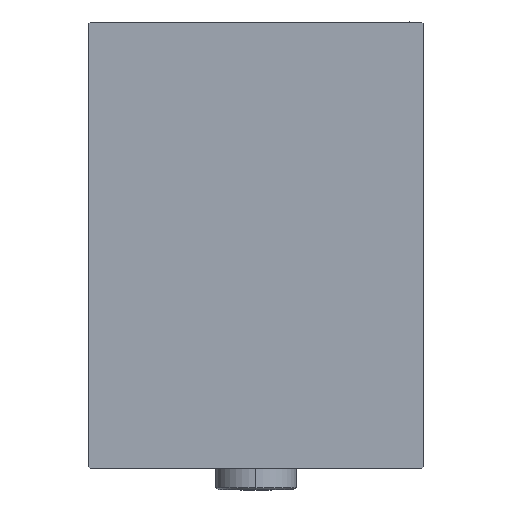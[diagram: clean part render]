
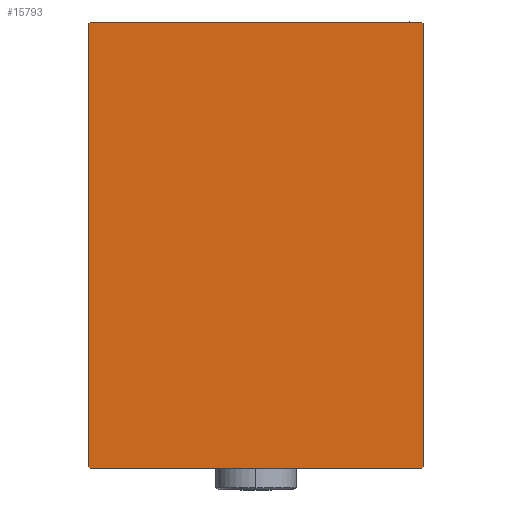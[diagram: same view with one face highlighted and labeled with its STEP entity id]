
A CAD part, left-side view. The second image highlights one B-rep face of the part: STEP entity #15793.
In plain terms, the highlighted face is planar.
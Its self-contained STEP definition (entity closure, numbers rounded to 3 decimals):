
#973 = ORIENTED_EDGE ( 'NONE', *, *, #33320, .T. ) ;
#2558 = ORIENTED_EDGE ( 'NONE', *, *, #39098, .T. ) ;
#3020 = CARTESIAN_POINT ( 'NONE',  ( 153., -37.2, -50. ) ) ;
#3189 = ORIENTED_EDGE ( 'NONE', *, *, #41125, .T. ) ;
#3362 = VECTOR ( 'NONE', #14427, 1000. ) ;
#3765 = VERTEX_POINT ( 'NONE', #21574 ) ;
#3927 = LINE ( 'NONE', #4820, #10686 ) ;
#4820 = CARTESIAN_POINT ( 'NONE',  ( 153., 37.5, 50. ) ) ;
#5288 = DIRECTION ( 'NONE',  ( 0., 1., 0. ) ) ;
#5445 = VECTOR ( 'NONE', #5288, 1000. ) ;
#5718 = EDGE_CURVE ( 'NONE', #19455, #3765, #37118, .T. ) ;
#6320 = DIRECTION ( 'NONE',  ( 0., 0.707, 0.707 ) ) ;
#6764 = LINE ( 'NONE', #37255, #36460 ) ;
#7450 = EDGE_LOOP ( 'NONE', ( #973, #15769, #9357, #25147, #3189, #25135, #2558, #39485 ) ) ;
#7930 = VERTEX_POINT ( 'NONE', #13719 ) ;
#8178 = CARTESIAN_POINT ( 'NONE',  ( 153., -37.5, 49.7 ) ) ;
#8455 = LINE ( 'NONE', #29070, #5445 ) ;
#9082 = VECTOR ( 'NONE', #37076, 1000. ) ;
#9357 = ORIENTED_EDGE ( 'NONE', *, *, #5718, .T. ) ;
#9468 = CARTESIAN_POINT ( 'NONE',  ( 153., 43.6, -43.6 ) ) ;
#9469 = DIRECTION ( 'NONE',  ( 0., -0.707, 0.707 ) ) ;
#10514 = CARTESIAN_POINT ( 'NONE',  ( 153., -37.5, -49.7 ) ) ;
#10686 = VECTOR ( 'NONE', #17624, 1000. ) ;
#11421 = CARTESIAN_POINT ( 'NONE',  ( 153., -37.5, 50. ) ) ;
#11565 = AXIS2_PLACEMENT_3D ( 'NONE', #31084, #20562, #44122 ) ;
#13402 = PLANE ( 'NONE',  #11565 ) ;
#13719 = CARTESIAN_POINT ( 'NONE',  ( 153., 37.2, -50. ) ) ;
#14427 = DIRECTION ( 'NONE',  ( 0., 0.707, -0.707 ) ) ;
#15769 = ORIENTED_EDGE ( 'NONE', *, *, #40961, .T. ) ;
#15793 = ADVANCED_FACE ( 'NONE', ( #44336 ), #13402, .T. ) ;
#17624 = DIRECTION ( 'NONE',  ( 0., -1., 0. ) ) ;
#17953 = CARTESIAN_POINT ( 'NONE',  ( 153., -37.2, 50. ) ) ;
#19455 = VERTEX_POINT ( 'NONE', #30441 ) ;
#19679 = VERTEX_POINT ( 'NONE', #3020 ) ;
#19864 = DIRECTION ( 'NONE',  ( 0., 0., 1. ) ) ;
#20562 = DIRECTION ( 'NONE',  ( 1., 0., 0. ) ) ;
#20714 = VERTEX_POINT ( 'NONE', #8178 ) ;
#21574 = CARTESIAN_POINT ( 'NONE',  ( 153., 37.5, 49.7 ) ) ;
#21776 = VERTEX_POINT ( 'NONE', #10514 ) ;
#23476 = VECTOR ( 'NONE', #36272, 1000. ) ;
#24982 = VECTOR ( 'NONE', #6320, 1000. ) ;
#25135 = ORIENTED_EDGE ( 'NONE', *, *, #34620, .T. ) ;
#25147 = ORIENTED_EDGE ( 'NONE', *, *, #42629, .T. ) ;
#26290 = LINE ( 'NONE', #9468, #24982 ) ;
#26817 = VECTOR ( 'NONE', #19864, 1000. ) ;
#27469 = CARTESIAN_POINT ( 'NONE',  ( 153., 37.5, -50. ) ) ;
#28273 = VERTEX_POINT ( 'NONE', #44113 ) ;
#29070 = CARTESIAN_POINT ( 'NONE',  ( 153., -37.5, -50. ) ) ;
#30096 = VERTEX_POINT ( 'NONE', #17953 ) ;
#30350 = CARTESIAN_POINT ( 'NONE',  ( 153., -43.6, 43.6 ) ) ;
#30441 = CARTESIAN_POINT ( 'NONE',  ( 153., 37.5, -49.7 ) ) ;
#30576 = LINE ( 'NONE', #31458, #3362 ) ;
#31084 = CARTESIAN_POINT ( 'NONE',  ( 153., 0., 0. ) ) ;
#31458 = CARTESIAN_POINT ( 'NONE',  ( 153., -43.6, -43.6 ) ) ;
#33320 = EDGE_CURVE ( 'NONE', #19679, #7930, #8455, .T. ) ;
#33493 = LINE ( 'NONE', #30350, #9082 ) ;
#34620 = EDGE_CURVE ( 'NONE', #30096, #20714, #33493, .T. ) ;
#36052 = LINE ( 'NONE', #11421, #23476 ) ;
#36272 = DIRECTION ( 'NONE',  ( 0., 0., -1. ) ) ;
#36305 = EDGE_CURVE ( 'NONE', #21776, #19679, #30576, .T. ) ;
#36460 = VECTOR ( 'NONE', #9469, 1000. ) ;
#37076 = DIRECTION ( 'NONE',  ( 0., -0.707, -0.707 ) ) ;
#37118 = LINE ( 'NONE', #27469, #26817 ) ;
#37255 = CARTESIAN_POINT ( 'NONE',  ( 153., 43.6, 43.6 ) ) ;
#39098 = EDGE_CURVE ( 'NONE', #20714, #21776, #36052, .T. ) ;
#39485 = ORIENTED_EDGE ( 'NONE', *, *, #36305, .T. ) ;
#40961 = EDGE_CURVE ( 'NONE', #7930, #19455, #26290, .T. ) ;
#41125 = EDGE_CURVE ( 'NONE', #28273, #30096, #3927, .T. ) ;
#42629 = EDGE_CURVE ( 'NONE', #3765, #28273, #6764, .T. ) ;
#44113 = CARTESIAN_POINT ( 'NONE',  ( 153., 37.2, 50. ) ) ;
#44122 = DIRECTION ( 'NONE',  ( 0., 0., -1. ) ) ;
#44336 = FACE_OUTER_BOUND ( 'NONE', #7450, .T. ) ;
